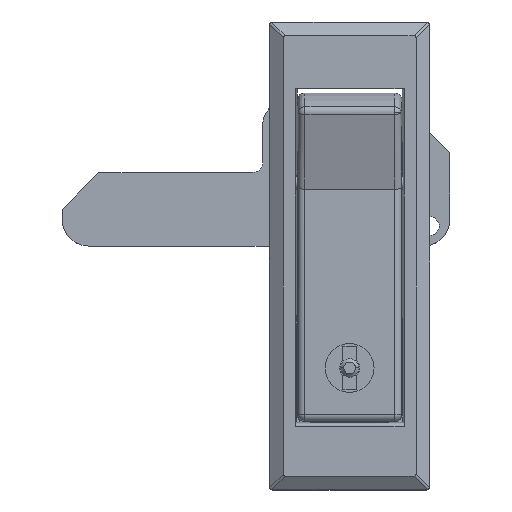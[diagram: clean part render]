
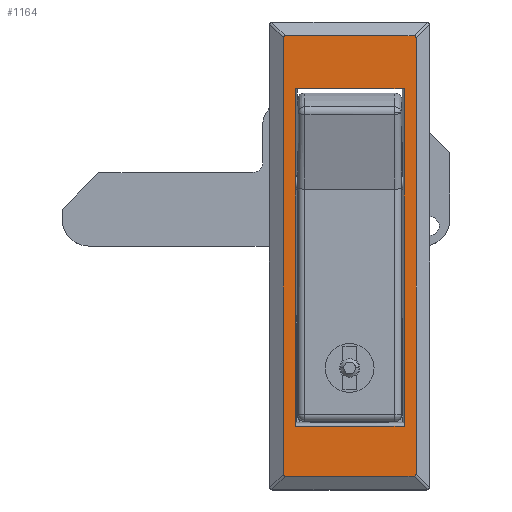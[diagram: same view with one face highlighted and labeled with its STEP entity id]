
A CAD part, top view. The second image highlights one B-rep face of the part: STEP entity #1164.
In plain terms, the highlighted planar face has unit normal (0, 0, 1).
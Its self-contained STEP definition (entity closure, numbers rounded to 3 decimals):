
#199 = CARTESIAN_POINT ( 'NONE',  ( 9.935, -43.829, 2.5 ) ) ;
#247 = CARTESIAN_POINT ( 'NONE',  ( -9.638, -43.935, 2.5 ) ) ;
#565 = DIRECTION ( 'NONE',  ( 0., -1., 0. ) ) ;
#692 = CARTESIAN_POINT ( 'NONE',  ( 9.935, -43.638, 2.5 ) ) ;
#839 =( BOUNDED_CURVE ( )  B_SPLINE_CURVE ( 3, ( #4246, #12426, #5245, #3346 ),
 .UNSPECIFIED., .F., .F. ) 
 B_SPLINE_CURVE_WITH_KNOTS ( ( 4, 4 ),
 ( 5.851, 6.715 ),
 .UNSPECIFIED. ) 
 CURVE ( )  GEOMETRIC_REPRESENTATION_ITEM ( )  RATIONAL_B_SPLINE_CURVE ( ( 1., 0.939, 0.939, 1. ) ) 
 REPRESENTATION_ITEM ( '' )  );
#1164 = ADVANCED_FACE ( 'NONE', ( #7618, #4852 ), #10586, .T. ) ;
#1187 = VERTEX_POINT ( 'NONE', #9641 ) ;
#1300 = DIRECTION ( 'NONE',  ( 0., 0., 1. ) ) ;
#1624 = EDGE_CURVE ( 'NONE', #7762, #7050, #6299, .T. ) ;
#1717 = ORIENTED_EDGE ( 'NONE', *, *, #3441, .T. ) ;
#1796 = EDGE_LOOP ( 'NONE', ( #12653, #7002, #3088, #12069 ) ) ;
#2045 = VECTOR ( 'NONE', #565, 1000. ) ;
#2128 = VECTOR ( 'NONE', #7267, 1000. ) ;
#2210 = CARTESIAN_POINT ( 'NONE',  ( 9.935, 21.638, 2.5 ) ) ;
#2225 = VECTOR ( 'NONE', #4515, 1000. ) ;
#2331 = CARTESIAN_POINT ( 'NONE',  ( -8.15, 14., 2.5 ) ) ;
#2839 = VERTEX_POINT ( 'NONE', #9413 ) ;
#3088 = ORIENTED_EDGE ( 'NONE', *, *, #5542, .F. ) ;
#3213 = LINE ( 'NONE', #9417, #3530 ) ;
#3346 = CARTESIAN_POINT ( 'NONE',  ( -9.935, 21.638, 2.5 ) ) ;
#3349 = LINE ( 'NONE', #9959, #7523 ) ;
#3441 = EDGE_CURVE ( 'NONE', #7050, #5230, #839, .T. ) ;
#3530 = VECTOR ( 'NONE', #12449, 1000. ) ;
#3534 = CARTESIAN_POINT ( 'NONE',  ( -8.15, 14., 2.5 ) ) ;
#3820 = VERTEX_POINT ( 'NONE', #692 ) ;
#4017 = DIRECTION ( 'NONE',  ( 0., 1., 0. ) ) ;
#4166 = EDGE_CURVE ( 'NONE', #2839, #3820, #7473, .T. ) ;
#4246 = CARTESIAN_POINT ( 'NONE',  ( -9.638, 21.935, 2.5 ) ) ;
#4495 = ORIENTED_EDGE ( 'NONE', *, *, #5108, .T. ) ;
#4515 = DIRECTION ( 'NONE',  ( -1., 0., 0. ) ) ;
#4546 = DIRECTION ( 'NONE',  ( 1., 0., 0. ) ) ;
#4711 = EDGE_CURVE ( 'NONE', #1187, #5891, #11925, .T. ) ;
#4757 = LINE ( 'NONE', #3534, #2045 ) ;
#4852 = FACE_BOUND ( 'NONE', #1796, .T. ) ;
#5030 = VERTEX_POINT ( 'NONE', #7195 ) ;
#5108 = EDGE_CURVE ( 'NONE', #5030, #5215, #7216, .T. ) ;
#5215 = VERTEX_POINT ( 'NONE', #5500 ) ;
#5230 = VERTEX_POINT ( 'NONE', #13090 ) ;
#5245 = CARTESIAN_POINT ( 'NONE',  ( -9.935, 21.829, 2.5 ) ) ;
#5287 = CARTESIAN_POINT ( 'NONE',  ( -9.935, -43.829, 2.5 ) ) ;
#5500 = CARTESIAN_POINT ( 'NONE',  ( -9.638, -43.935, 2.5 ) ) ;
#5542 = EDGE_CURVE ( 'NONE', #11110, #5891, #4757, .T. ) ;
#5551 = LINE ( 'NONE', #5969, #7974 ) ;
#5669 = CARTESIAN_POINT ( 'NONE',  ( 9.935, 21.638, 2.5 ) ) ;
#5678 = EDGE_CURVE ( 'NONE', #3820, #7555, #5551, .T. ) ;
#5752 = ORIENTED_EDGE ( 'NONE', *, *, #9286, .T. ) ;
#5773 = DIRECTION ( 'NONE',  ( 0., 1., 0. ) ) ;
#5891 = VERTEX_POINT ( 'NONE', #8384 ) ;
#5969 = CARTESIAN_POINT ( 'NONE',  ( 9.935, 23.935, 2.5 ) ) ;
#6299 = LINE ( 'NONE', #6439, #2128 ) ;
#6383 = LINE ( 'NONE', #13091, #13206 ) ;
#6439 = CARTESIAN_POINT ( 'NONE',  ( -11.935, 21.935, 2.5 ) ) ;
#6502 = CARTESIAN_POINT ( 'NONE',  ( -9.829, -43.935, 2.5 ) ) ;
#6748 = ORIENTED_EDGE ( 'NONE', *, *, #12698, .T. ) ;
#6796 = CARTESIAN_POINT ( 'NONE',  ( -9.638, 21.935, 2.5 ) ) ;
#6916 = AXIS2_PLACEMENT_3D ( 'NONE', #11646, #1300, #11773 ) ;
#7002 = ORIENTED_EDGE ( 'NONE', *, *, #4711, .T. ) ;
#7019 = ORIENTED_EDGE ( 'NONE', *, *, #1624, .T. ) ;
#7050 = VERTEX_POINT ( 'NONE', #6796 ) ;
#7195 = CARTESIAN_POINT ( 'NONE',  ( -9.935, -43.638, 2.5 ) ) ;
#7216 =( BOUNDED_CURVE ( )  B_SPLINE_CURVE ( 3, ( #8424, #5287, #6502, #247 ),
 .UNSPECIFIED., .F., .F. ) 
 B_SPLINE_CURVE_WITH_KNOTS ( ( 4, 4 ),
 ( 5.851, 6.715 ),
 .UNSPECIFIED. ) 
 CURVE ( )  GEOMETRIC_REPRESENTATION_ITEM ( )  RATIONAL_B_SPLINE_CURVE ( ( 1., 0.939, 0.939, 1. ) ) 
 REPRESENTATION_ITEM ( '' )  );
#7267 = DIRECTION ( 'NONE',  ( -1., 0., 0. ) ) ;
#7473 =( BOUNDED_CURVE ( )  B_SPLINE_CURVE ( 3, ( #10451, #10588, #199, #8497 ),
 .UNSPECIFIED., .F., .F. ) 
 B_SPLINE_CURVE_WITH_KNOTS ( ( 4, 4 ),
 ( 2.709, 3.574 ),
 .UNSPECIFIED. ) 
 CURVE ( )  GEOMETRIC_REPRESENTATION_ITEM ( )  RATIONAL_B_SPLINE_CURVE ( ( 1., 0.939, 0.939, 1. ) ) 
 REPRESENTATION_ITEM ( '' )  );
#7523 = VECTOR ( 'NONE', #5773, 1000. ) ;
#7555 = VERTEX_POINT ( 'NONE', #2210 ) ;
#7570 = VECTOR ( 'NONE', #4546, 1000. ) ;
#7618 = FACE_OUTER_BOUND ( 'NONE', #12386, .T. ) ;
#7762 = VERTEX_POINT ( 'NONE', #12012 ) ;
#7763 = CARTESIAN_POINT ( 'NONE',  ( 9.935, 21.829, 2.5 ) ) ;
#7974 = VECTOR ( 'NONE', #4017, 1000. ) ;
#8384 = CARTESIAN_POINT ( 'NONE',  ( -8.15, -36.487, 2.5 ) ) ;
#8424 = CARTESIAN_POINT ( 'NONE',  ( -9.935, -43.638, 2.5 ) ) ;
#8497 = CARTESIAN_POINT ( 'NONE',  ( 9.935, -43.638, 2.5 ) ) ;
#9194 = DIRECTION ( 'NONE',  ( -1., 0., 0. ) ) ;
#9286 = EDGE_CURVE ( 'NONE', #7555, #7762, #9947, .T. ) ;
#9413 = CARTESIAN_POINT ( 'NONE',  ( 9.638, -43.935, 2.5 ) ) ;
#9417 = CARTESIAN_POINT ( 'NONE',  ( -9.935, -45.935, 2.5 ) ) ;
#9641 = CARTESIAN_POINT ( 'NONE',  ( 8.15, -36.487, 2.5 ) ) ;
#9947 =( BOUNDED_CURVE ( )  B_SPLINE_CURVE ( 3, ( #5669, #7763, #12172, #12005 ),
 .UNSPECIFIED., .F., .T. ) 
 B_SPLINE_CURVE_WITH_KNOTS ( ( 4, 4 ),
 ( 2.709, 3.574 ),
 .UNSPECIFIED. ) 
 CURVE ( )  GEOMETRIC_REPRESENTATION_ITEM ( )  RATIONAL_B_SPLINE_CURVE ( ( 1., 0.939, 0.939, 1. ) ) 
 REPRESENTATION_ITEM ( '' )  );
#9959 = CARTESIAN_POINT ( 'NONE',  ( 8.15, 14., 2.5 ) ) ;
#9991 = LINE ( 'NONE', #12561, #7570 ) ;
#10451 = CARTESIAN_POINT ( 'NONE',  ( 9.638, -43.935, 2.5 ) ) ;
#10586 = PLANE ( 'NONE',  #6916 ) ;
#10588 = CARTESIAN_POINT ( 'NONE',  ( 9.829, -43.935, 2.5 ) ) ;
#10675 = ORIENTED_EDGE ( 'NONE', *, *, #5678, .T. ) ;
#10787 = CARTESIAN_POINT ( 'NONE',  ( 8.15, 14., 2.5 ) ) ;
#10809 = ORIENTED_EDGE ( 'NONE', *, *, #13045, .T. ) ;
#10822 = EDGE_CURVE ( 'NONE', #1187, #12379, #3349, .T. ) ;
#10879 = EDGE_CURVE ( 'NONE', #12379, #11110, #6383, .T. ) ;
#11110 = VERTEX_POINT ( 'NONE', #2331 ) ;
#11646 = CARTESIAN_POINT ( 'NONE',  ( -12., -46., 2.5 ) ) ;
#11773 = DIRECTION ( 'NONE',  ( 1., 0., 0. ) ) ;
#11798 = ORIENTED_EDGE ( 'NONE', *, *, #4166, .T. ) ;
#11925 = LINE ( 'NONE', #12663, #2225 ) ;
#12005 = CARTESIAN_POINT ( 'NONE',  ( 9.638, 21.935, 2.5 ) ) ;
#12012 = CARTESIAN_POINT ( 'NONE',  ( 9.638, 21.935, 2.5 ) ) ;
#12069 = ORIENTED_EDGE ( 'NONE', *, *, #10879, .F. ) ;
#12172 = CARTESIAN_POINT ( 'NONE',  ( 9.829, 21.935, 2.5 ) ) ;
#12379 = VERTEX_POINT ( 'NONE', #10787 ) ;
#12386 = EDGE_LOOP ( 'NONE', ( #10675, #5752, #7019, #1717, #10809, #4495, #6748, #11798 ) ) ;
#12426 = CARTESIAN_POINT ( 'NONE',  ( -9.829, 21.935, 2.5 ) ) ;
#12449 = DIRECTION ( 'NONE',  ( 0., -1., 0. ) ) ;
#12561 = CARTESIAN_POINT ( 'NONE',  ( 11.935, -43.935, 2.5 ) ) ;
#12653 = ORIENTED_EDGE ( 'NONE', *, *, #10822, .F. ) ;
#12663 = CARTESIAN_POINT ( 'NONE',  ( -8.15, -36.487, 2.5 ) ) ;
#12698 = EDGE_CURVE ( 'NONE', #5215, #2839, #9991, .T. ) ;
#13045 = EDGE_CURVE ( 'NONE', #5230, #5030, #3213, .T. ) ;
#13090 = CARTESIAN_POINT ( 'NONE',  ( -9.935, 21.638, 2.5 ) ) ;
#13091 = CARTESIAN_POINT ( 'NONE',  ( -8.15, 14., 2.5 ) ) ;
#13206 = VECTOR ( 'NONE', #9194, 1000. ) ;
